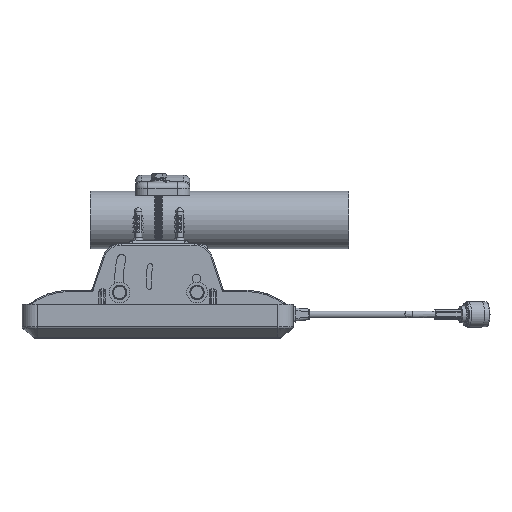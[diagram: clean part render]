
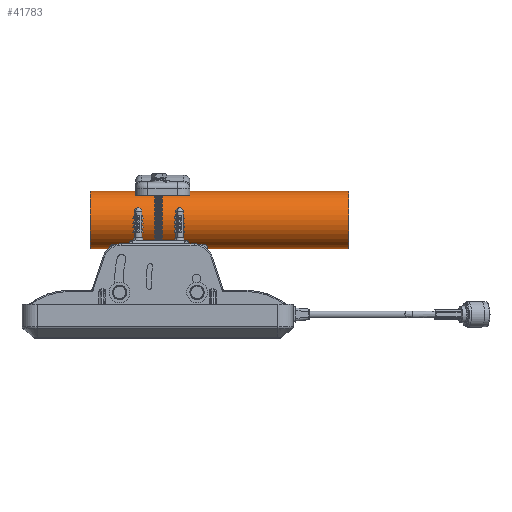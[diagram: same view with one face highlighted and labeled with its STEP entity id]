
A CAD part, left-side view. The second image highlights one B-rep face of the part: STEP entity #41783.
In plain terms, the highlighted cylindrical face has radius 22.3 mm (diameter 44.6 mm), a partial arc.
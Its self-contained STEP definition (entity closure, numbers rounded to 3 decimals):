
#252 = ORIENTED_EDGE ( 'NONE', *, *, #1234, .F. ) ;
#1234 = EDGE_CURVE ( 'NONE', #38585, #2841, #9866, .T. ) ;
#2841 = VERTEX_POINT ( 'NONE', #26656 ) ;
#3059 = DIRECTION ( 'NONE',  ( 0., 0., 1. ) ) ;
#5476 = AXIS2_PLACEMENT_3D ( 'NONE', #34669, #42685, #3059 ) ;
#5634 = CARTESIAN_POINT ( 'NONE',  ( 0., -147.912, 46.078 ) ) ;
#6218 = DIRECTION ( 'NONE',  ( 0., 0., -1. ) ) ;
#6832 = DIRECTION ( 'NONE',  ( 0., -1., 0. ) ) ;
#8920 = ORIENTED_EDGE ( 'NONE', *, *, #34014, .F. ) ;
#9600 = CARTESIAN_POINT ( 'NONE',  ( 0., -147.912, 68.378 ) ) ;
#9866 = CIRCLE ( 'NONE', #34668, 22.3 ) ;
#10852 = FACE_OUTER_BOUND ( 'NONE', #25934, .T. ) ;
#11631 = CARTESIAN_POINT ( 'NONE',  ( 0., 52.088, 90.678 ) ) ;
#14283 = AXIS2_PLACEMENT_3D ( 'NONE', #9600, #34196, #6218 ) ;
#16650 = DIRECTION ( 'NONE',  ( 0., 1., 0. ) ) ;
#17595 = CIRCLE ( 'NONE', #14283, 22.3 ) ;
#21265 = VECTOR ( 'NONE', #6832, 1000. ) ;
#22422 = ORIENTED_EDGE ( 'NONE', *, *, #42509, .T. ) ;
#24990 = VERTEX_POINT ( 'NONE', #42923 ) ;
#25888 = CYLINDRICAL_SURFACE ( 'NONE', #5476, 22.3 ) ;
#25934 = EDGE_LOOP ( 'NONE', ( #252, #22422, #45707, #8920 ) ) ;
#26283 = CARTESIAN_POINT ( 'NONE',  ( 0., 52.088, 46.078 ) ) ;
#26656 = CARTESIAN_POINT ( 'NONE',  ( 0., 52.088, 90.678 ) ) ;
#31335 = VECTOR ( 'NONE', #39332, 1000. ) ;
#34014 = EDGE_CURVE ( 'NONE', #2841, #24990, #39861, .T. ) ;
#34196 = DIRECTION ( 'NONE',  ( 0., 1., 0. ) ) ;
#34668 = AXIS2_PLACEMENT_3D ( 'NONE', #47494, #16650, #43345 ) ;
#34669 = CARTESIAN_POINT ( 'NONE',  ( 0., 52.088, 68.378 ) ) ;
#37652 = EDGE_CURVE ( 'NONE', #49842, #24990, #17595, .T. ) ;
#38585 = VERTEX_POINT ( 'NONE', #26283 ) ;
#39332 = DIRECTION ( 'NONE',  ( 0., -1., 0. ) ) ;
#39861 = LINE ( 'NONE', #11631, #31335 ) ;
#41783 = ADVANCED_FACE ( 'NONE', ( #10852 ), #25888, .T. ) ;
#42509 = EDGE_CURVE ( 'NONE', #38585, #49842, #45958, .T. ) ;
#42685 = DIRECTION ( 'NONE',  ( 0., -1., 0. ) ) ;
#42923 = CARTESIAN_POINT ( 'NONE',  ( 0., -147.912, 90.678 ) ) ;
#43345 = DIRECTION ( 'NONE',  ( 0., 0., -1. ) ) ;
#45203 = CARTESIAN_POINT ( 'NONE',  ( 0., 52.088, 46.078 ) ) ;
#45707 = ORIENTED_EDGE ( 'NONE', *, *, #37652, .T. ) ;
#45958 = LINE ( 'NONE', #45203, #21265 ) ;
#47494 = CARTESIAN_POINT ( 'NONE',  ( 0., 52.088, 68.378 ) ) ;
#49842 = VERTEX_POINT ( 'NONE', #5634 ) ;
